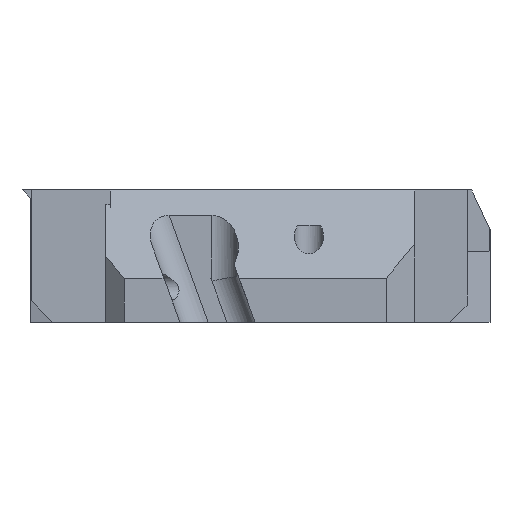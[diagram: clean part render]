
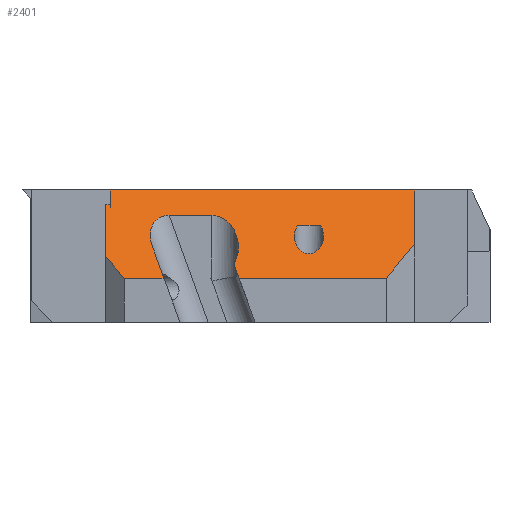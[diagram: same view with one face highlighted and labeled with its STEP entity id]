
A CAD part, front view. The second image highlights one B-rep face of the part: STEP entity #2401.
In plain terms, the highlighted planar face has unit normal (0, -0.766, 0.643).
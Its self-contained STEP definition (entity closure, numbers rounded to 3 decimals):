
#494 = VERTEX_POINT('',#495);
#495 = CARTESIAN_POINT('',(63.56,89.109,33.3));
#501 = EDGE_CURVE('',#494,#502,#504,.T.);
#502 = VERTEX_POINT('',#503);
#503 = CARTESIAN_POINT('',(63.56,83.985,27.194));
#504 = LINE('',#505,#506);
#505 = CARTESIAN_POINT('',(63.56,89.828,34.158));
#506 = VECTOR('',#507,1.);
#507 = DIRECTION('',(0.,-0.643,-0.766));
#1560 = VERTEX_POINT('',#1561);
#1561 = CARTESIAN_POINT('',(29.06,89.109,33.3));
#1578 = VERTEX_POINT('',#1579);
#1579 = CARTESIAN_POINT('',(29.06,87.7,31.621));
#1585 = EDGE_CURVE('',#1578,#1560,#1586,.T.);
#1586 = LINE('',#1587,#1588);
#1587 = CARTESIAN_POINT('',(29.06,89.828,34.158));
#1588 = VECTOR('',#1589,1.);
#1589 = DIRECTION('',(0.,0.643,0.766));
#1599 = EDGE_CURVE('',#494,#1560,#1600,.T.);
#1600 = LINE('',#1601,#1602);
#1601 = CARTESIAN_POINT('',(29.56,89.109,33.3));
#1602 = VECTOR('',#1603,1.);
#1603 = DIRECTION('',(-1.,0.,0.));
#2211 = VERTEX_POINT('',#2212);
#2212 = CARTESIAN_POINT('',(28.56,87.7,31.621));
#2218 = EDGE_CURVE('',#2211,#1578,#2219,.T.);
#2219 = LINE('',#2220,#2221);
#2220 = CARTESIAN_POINT('',(63.56,87.7,31.621));
#2221 = VECTOR('',#2222,1.);
#2222 = DIRECTION('',(1.,0.,0.));
#2383 = EDGE_CURVE('',#502,#2384,#2386,.T.);
#2384 = VERTEX_POINT('',#2385);
#2385 = CARTESIAN_POINT('',(60.317,80.743,
    23.33));
#2386 = LINE('',#2387,#2388);
#2387 = CARTESIAN_POINT('',(63.56,83.985,27.194));
#2388 = VECTOR('',#2389,1.);
#2389 = DIRECTION('',(-0.541,-0.541,-0.644));
#2401 = ADVANCED_FACE('',(#2402,#2439),#2526,.F.);
#2402 = FACE_BOUND('',#2403,.T.);
#2403 = EDGE_LOOP('',(#2404,#2415,#2423,#2432));
#2404 = ORIENTED_EDGE('',*,*,#2405,.F.);
#2405 = EDGE_CURVE('',#2406,#2408,#2410,.T.);
#2406 = VERTEX_POINT('',#2407);
#2407 = CARTESIAN_POINT('',(50.289,85.752,
    29.3));
#2408 = VERTEX_POINT('',#2409);
#2409 = CARTESIAN_POINT('',(49.91,84.7,28.046));
#2410 = ( BOUNDED_CURVE() B_SPLINE_CURVE(3,(#2411,#2412,#2413,#2414),
.UNSPECIFIED.,.F.,.F.) B_SPLINE_CURVE_WITH_KNOTS((4,4),(4.021,
4.712),.PIECEWISE_BEZIER_KNOTS.) CURVE() 
GEOMETRIC_REPRESENTATION_ITEM() RATIONAL_B_SPLINE_CURVE((1.,
0.961,0.961,1.)) REPRESENTATION_ITEM('') );
#2411 = CARTESIAN_POINT('',(50.289,85.752,
    29.3));
#2412 = CARTESIAN_POINT('',(50.042,85.453,
    28.944));
#2413 = CARTESIAN_POINT('',(49.91,85.088,28.509));
#2414 = CARTESIAN_POINT('',(49.91,84.7,28.046));
#2415 = ORIENTED_EDGE('',*,*,#2416,.F.);
#2416 = EDGE_CURVE('',#2417,#2406,#2419,.T.);
#2417 = VERTEX_POINT('',#2418);
#2418 = CARTESIAN_POINT('',(52.831,85.752,
    29.3));
#2419 = LINE('',#2420,#2421);
#2420 = CARTESIAN_POINT('',(66.56,85.752,29.3));
#2421 = VECTOR('',#2422,1.);
#2422 = DIRECTION('',(-1.,0.,0.));
#2423 = ORIENTED_EDGE('',*,*,#2424,.F.);
#2424 = EDGE_CURVE('',#2425,#2417,#2427,.T.);
#2425 = VERTEX_POINT('',#2426);
#2426 = CARTESIAN_POINT('',(53.21,84.7,28.046));
#2427 = ( BOUNDED_CURVE() B_SPLINE_CURVE(3,(#2428,#2429,#2430,#2431),
.UNSPECIFIED.,.F.,.F.) B_SPLINE_CURVE_WITH_KNOTS((4,4),(1.571,
2.262),.PIECEWISE_BEZIER_KNOTS.) CURVE() 
GEOMETRIC_REPRESENTATION_ITEM() RATIONAL_B_SPLINE_CURVE((1.,
0.961,0.961,1.)) REPRESENTATION_ITEM('') );
#2428 = CARTESIAN_POINT('',(53.21,84.7,28.046));
#2429 = CARTESIAN_POINT('',(53.21,85.088,28.509));
#2430 = CARTESIAN_POINT('',(53.078,85.453,
    28.944));
#2431 = CARTESIAN_POINT('',(52.831,85.752,
    29.3));
#2432 = ORIENTED_EDGE('',*,*,#2433,.F.);
#2433 = EDGE_CURVE('',#2408,#2425,#2434,.T.);
#2434 = ( BOUNDED_CURVE() B_SPLINE_CURVE(3,(#2435,#2436,#2437,#2438),
.UNSPECIFIED.,.F.,.F.) B_SPLINE_CURVE_WITH_KNOTS((4,4),(4.712,
7.854),.PIECEWISE_BEZIER_KNOTS.) CURVE() 
GEOMETRIC_REPRESENTATION_ITEM() RATIONAL_B_SPLINE_CURVE((1.,
0.333,0.333,1.)) REPRESENTATION_ITEM('') );
#2435 = CARTESIAN_POINT('',(49.91,84.7,28.046));
#2436 = CARTESIAN_POINT('',(49.91,81.4,24.113));
#2437 = CARTESIAN_POINT('',(53.21,81.4,24.113));
#2438 = CARTESIAN_POINT('',(53.21,84.7,28.046));
#2439 = FACE_BOUND('',#2440,.T.);
#2440 = EDGE_LOOP('',(#2441,#2442,#2443,#2444,#2445,#2453,#2461,#2469,
    #2477,#2486,#2494,#2503,#2511,#2519,#2525));
#2441 = ORIENTED_EDGE('',*,*,#501,.F.);
#2442 = ORIENTED_EDGE('',*,*,#1599,.T.);
#2443 = ORIENTED_EDGE('',*,*,#1585,.F.);
#2444 = ORIENTED_EDGE('',*,*,#2218,.F.);
#2445 = ORIENTED_EDGE('',*,*,#2446,.F.);
#2446 = EDGE_CURVE('',#2447,#2211,#2449,.T.);
#2447 = VERTEX_POINT('',#2448);
#2448 = CARTESIAN_POINT('',(28.56,82.785,25.764));
#2449 = LINE('',#2450,#2451);
#2450 = CARTESIAN_POINT('',(28.56,89.828,34.158));
#2451 = VECTOR('',#2452,1.);
#2452 = DIRECTION('',(0.,0.643,0.766));
#2453 = ORIENTED_EDGE('',*,*,#2454,.F.);
#2454 = EDGE_CURVE('',#2455,#2447,#2457,.T.);
#2455 = VERTEX_POINT('',#2456);
#2456 = CARTESIAN_POINT('',(30.645,80.7,
    23.279));
#2457 = LINE('',#2458,#2459);
#2458 = CARTESIAN_POINT('',(30.645,80.7,
    23.279));
#2459 = VECTOR('',#2460,1.);
#2460 = DIRECTION('',(-0.541,0.541,0.644));
#2461 = ORIENTED_EDGE('',*,*,#2462,.F.);
#2462 = EDGE_CURVE('',#2463,#2455,#2465,.T.);
#2463 = VERTEX_POINT('',#2464);
#2464 = CARTESIAN_POINT('',(35.144,80.7,
    23.279));
#2465 = LINE('',#2466,#2467);
#2466 = CARTESIAN_POINT('',(66.56,80.7,23.279));
#2467 = VECTOR('',#2468,1.);
#2468 = DIRECTION('',(-1.,0.,0.));
#2469 = ORIENTED_EDGE('',*,*,#2470,.F.);
#2470 = EDGE_CURVE('',#2471,#2463,#2473,.T.);
#2471 = VERTEX_POINT('',#2472);
#2472 = CARTESIAN_POINT('',(33.843,83.7,
    26.854));
#2473 = LINE('',#2474,#2475);
#2474 = CARTESIAN_POINT('',(33.843,83.7,
    26.854));
#2475 = VECTOR('',#2476,1.);
#2476 = DIRECTION('',(0.269,-0.619,-0.738));
#2477 = ORIENTED_EDGE('',*,*,#2478,.F.);
#2478 = EDGE_CURVE('',#2479,#2471,#2481,.T.);
#2479 = VERTEX_POINT('',#2480);
#2480 = CARTESIAN_POINT('',(35.734,86.7,30.429));
#2481 = ( BOUNDED_CURVE() B_SPLINE_CURVE(3,(#2482,#2483,#2484,#2485),
.UNSPECIFIED.,.F.,.F.) B_SPLINE_CURVE_WITH_KNOTS((4,4),(2.862,
4.433),.PIECEWISE_BEZIER_KNOTS.) CURVE() 
GEOMETRIC_REPRESENTATION_ITEM() RATIONAL_B_SPLINE_CURVE((1.,
0.805,0.805,1.)) REPRESENTATION_ITEM('') );
#2482 = CARTESIAN_POINT('',(35.734,86.7,30.429));
#2483 = CARTESIAN_POINT('',(33.864,86.7,30.429));
#2484 = CARTESIAN_POINT('',(33.081,85.457,
    28.949));
#2485 = CARTESIAN_POINT('',(33.843,83.7,
    26.854));
#2486 = ORIENTED_EDGE('',*,*,#2487,.F.);
#2487 = EDGE_CURVE('',#2488,#2479,#2490,.T.);
#2488 = VERTEX_POINT('',#2489);
#2489 = CARTESIAN_POINT('',(40.56,86.7,30.429));
#2490 = LINE('',#2491,#2492);
#2491 = CARTESIAN_POINT('',(66.56,86.7,30.429));
#2492 = VECTOR('',#2493,1.);
#2493 = DIRECTION('',(-1.,0.,0.));
#2494 = ORIENTED_EDGE('',*,*,#2495,.F.);
#2495 = EDGE_CURVE('',#2496,#2488,#2498,.T.);
#2496 = VERTEX_POINT('',#2497);
#2497 = CARTESIAN_POINT('',(43.069,82.056,
    24.895));
#2498 = ( BOUNDED_CURVE() B_SPLINE_CURVE(3,(#2499,#2500,#2501,#2502),
.UNSPECIFIED.,.F.,.F.) B_SPLINE_CURVE_WITH_KNOTS((4,4),(0.991,
3.142),.PIECEWISE_BEZIER_KNOTS.) CURVE() 
GEOMETRIC_REPRESENTATION_ITEM() RATIONAL_B_SPLINE_CURVE((1.,
0.65,0.65,1.)) REPRESENTATION_ITEM('') );
#2499 = CARTESIAN_POINT('',(43.069,82.056,
    24.895));
#2500 = CARTESIAN_POINT('',(44.552,84.319,
    27.592));
#2501 = CARTESIAN_POINT('',(43.266,86.7,30.429));
#2502 = CARTESIAN_POINT('',(40.56,86.7,30.429));
#2503 = ORIENTED_EDGE('',*,*,#2504,.F.);
#2504 = EDGE_CURVE('',#2505,#2496,#2507,.T.);
#2505 = VERTEX_POINT('',#2506);
#2506 = CARTESIAN_POINT('',(43.658,80.7,
    23.279));
#2507 = LINE('',#2508,#2509);
#2508 = CARTESIAN_POINT('',(43.658,80.7,
    23.279));
#2509 = VECTOR('',#2510,1.);
#2510 = DIRECTION('',(-0.269,0.619,0.738));
#2511 = ORIENTED_EDGE('',*,*,#2512,.F.);
#2512 = EDGE_CURVE('',#2513,#2505,#2515,.T.);
#2513 = VERTEX_POINT('',#2514);
#2514 = CARTESIAN_POINT('',(60.36,80.7,23.279));
#2515 = LINE('',#2516,#2517);
#2516 = CARTESIAN_POINT('',(66.56,80.7,23.279));
#2517 = VECTOR('',#2518,1.);
#2518 = DIRECTION('',(-1.,0.,0.));
#2519 = ORIENTED_EDGE('',*,*,#2520,.F.);
#2520 = EDGE_CURVE('',#2384,#2513,#2521,.T.);
#2521 = LINE('',#2522,#2523);
#2522 = CARTESIAN_POINT('',(60.317,80.743,
    23.33));
#2523 = VECTOR('',#2524,1.);
#2524 = DIRECTION('',(0.541,-0.541,-0.644));
#2525 = ORIENTED_EDGE('',*,*,#2383,.F.);
#2526 = PLANE('',#2527);
#2527 = AXIS2_PLACEMENT_3D('',#2528,#2529,#2530);
#2528 = CARTESIAN_POINT('',(66.56,89.828,34.158));
#2529 = DIRECTION('',(0.,0.766,-0.643));
#2530 = DIRECTION('',(0.,-0.643,-0.766));
